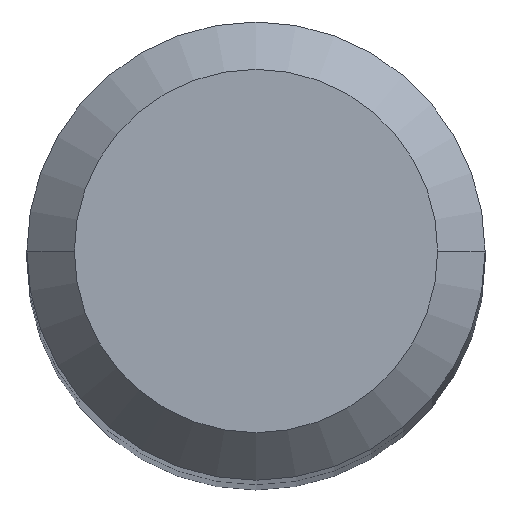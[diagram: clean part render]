
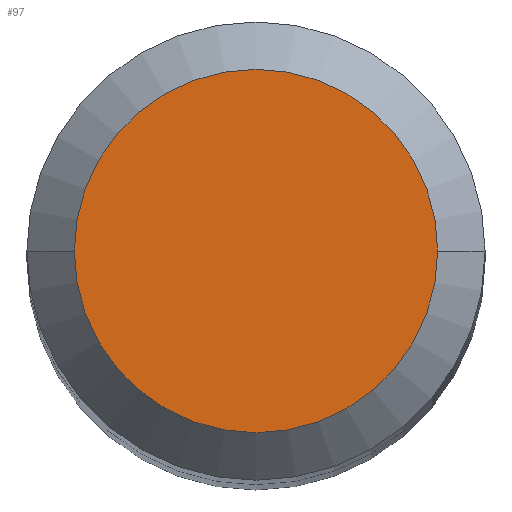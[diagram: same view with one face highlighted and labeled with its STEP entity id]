
A CAD part, top view. The second image highlights one B-rep face of the part: STEP entity #97.
In plain terms, the highlighted planar face has unit normal (0, 0, 1).
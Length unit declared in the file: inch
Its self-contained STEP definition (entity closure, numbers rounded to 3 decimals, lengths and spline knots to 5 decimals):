
#11 = DIRECTION ( 'NONE',  ( 0., 0., 1. ) ) ;
#14 = EDGE_LOOP ( 'NONE', ( #134, #77 ) ) ;
#16 = EDGE_CURVE ( 'NONE', #185, #73, #54, .T. ) ;
#23 = AXIS2_PLACEMENT_3D ( 'NONE', #295, #246, #239 ) ;
#54 = CIRCLE ( 'NONE', #205, 0.11975 ) ;
#73 = VERTEX_POINT ( 'NONE', #165 ) ;
#77 = ORIENTED_EDGE ( 'NONE', *, *, #16, .T. ) ;
#92 = CIRCLE ( 'NONE', #23, 0.11975 ) ;
#97 = ADVANCED_FACE ( 'NONE', ( #111 ), #226, .F. ) ;
#108 = CARTESIAN_POINT ( 'NONE',  ( 0.11975, 0., 0. ) ) ;
#111 = FACE_OUTER_BOUND ( 'NONE', #14, .T. ) ;
#128 = DIRECTION ( 'NONE',  ( 1., 0., 0. ) ) ;
#134 = ORIENTED_EDGE ( 'NONE', *, *, #197, .T. ) ;
#157 = AXIS2_PLACEMENT_3D ( 'NONE', #259, #359, #321 ) ;
#165 = CARTESIAN_POINT ( 'NONE',  ( -0.11975, 0., 0. ) ) ;
#185 = VERTEX_POINT ( 'NONE', #108 ) ;
#197 = EDGE_CURVE ( 'NONE', #73, #185, #92, .T. ) ;
#205 = AXIS2_PLACEMENT_3D ( 'NONE', #280, #11, #128 ) ;
#226 = PLANE ( 'NONE',  #157 ) ;
#239 = DIRECTION ( 'NONE',  ( 1., 0., 0. ) ) ;
#246 = DIRECTION ( 'NONE',  ( 0., 0., 1. ) ) ;
#259 = CARTESIAN_POINT ( 'NONE',  ( 0., 0., 0. ) ) ;
#280 = CARTESIAN_POINT ( 'NONE',  ( 0., 0., 0. ) ) ;
#295 = CARTESIAN_POINT ( 'NONE',  ( 0., 0., 0. ) ) ;
#321 = DIRECTION ( 'NONE',  ( -1., 0., 0. ) ) ;
#359 = DIRECTION ( 'NONE',  ( 0., 0., -1. ) ) ;
